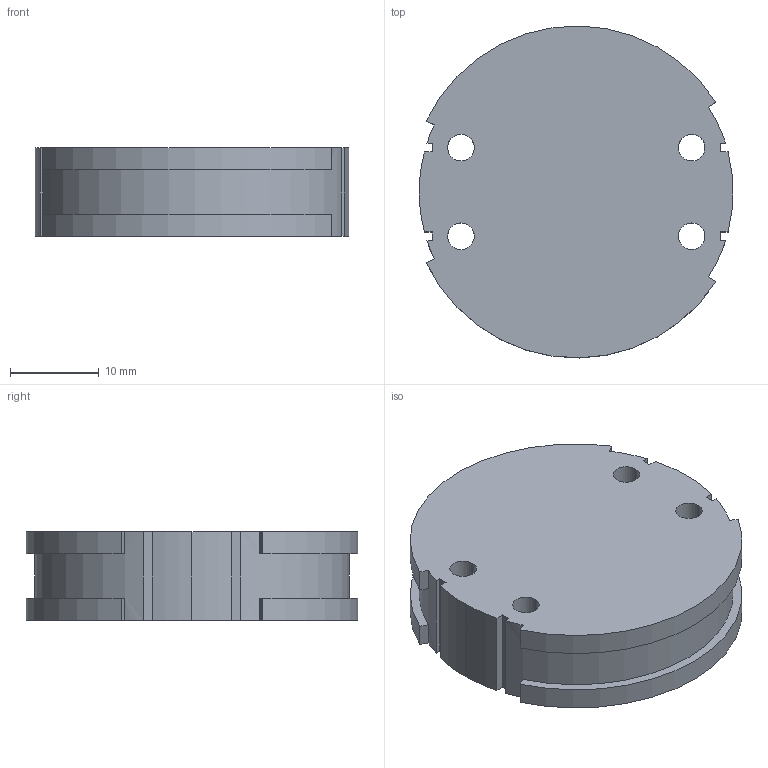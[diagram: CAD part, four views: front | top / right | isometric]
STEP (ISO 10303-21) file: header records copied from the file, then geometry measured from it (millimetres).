
FILE_DESCRIPTION (( 'STEP AP203' ), '1' );
FILE_NAME ('Adaptador_Servomotor_AP203.STEP', '2020-11-24T12:47:24', ( '' ), ( '' ), 'SwSTEP 2.0', 'SolidWorks 2019', '' );
FILE_SCHEMA (( 'CONFIG_CONTROL_DESIGN' ));
Length unit declared in the file: millimetre
Products named in the file (1): Adaptador_Servomotor_AP203
Bounding box: 35.34 x 37.39 x 10 mm (x, y, z)
Volume: 9173.4 mm3; surface area: 4119.4 mm2
Topology: 1 solids, 1 shells, 57 faces, 162 edges, 108 vertices
Faces by surface type: plane 33, cylinder 24
Entity records: 1965 total; most frequent: DIRECTION 334, CARTESIAN_POINT 328, ORIENTED_EDGE 324, EDGE_CURVE 162, AXIS2_PLACEMENT_3D 114, VERTEX_POINT 108, VECTOR 106, LINE 106
